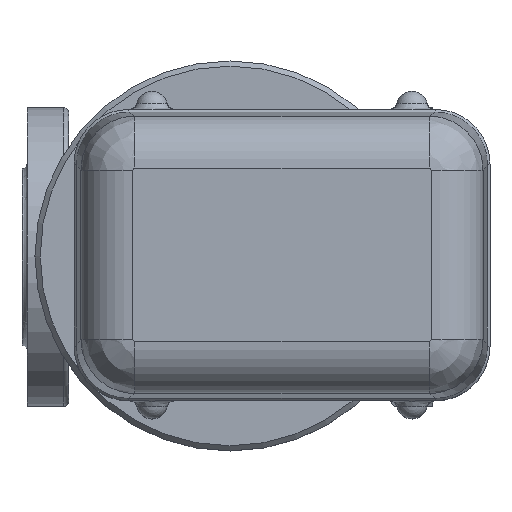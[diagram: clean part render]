
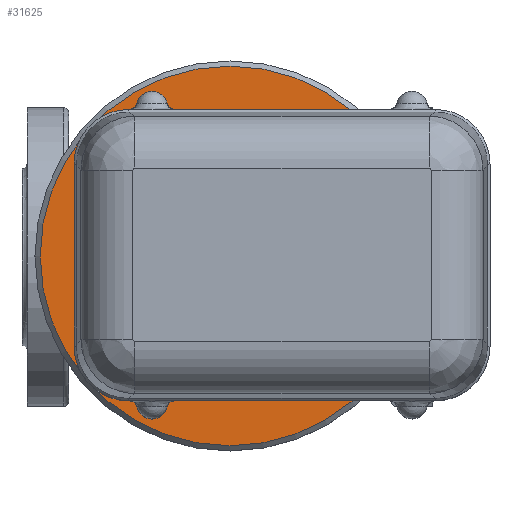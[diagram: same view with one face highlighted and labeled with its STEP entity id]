
A CAD part, top view. The second image highlights one B-rep face of the part: STEP entity #31625.
In plain terms, the highlighted planar face has unit normal (0, 0, 1).
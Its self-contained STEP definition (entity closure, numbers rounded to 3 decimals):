
#31591=CARTESIAN_POINT('',(73.0,0.,284.3));
#31592=VERTEX_POINT('',#31591);
#31593=CARTESIAN_POINT('',(0.0,0.0,284.3));
#31594=DIRECTION('',(0.0,0.0,-1.0));
#31595=DIRECTION('',(-1.0,0.0,0.0));
#31596=AXIS2_PLACEMENT_3D('',#31593,#31594,#31595);
#31597=CIRCLE('',#31596,73.0);
#31598=EDGE_CURVE('',#31592,#31592,#31597,.T.);
#31606=CARTESIAN_POINT('',(0.0,0.0,284.3));
#31607=DIRECTION('',(0.0,0.0,-1.0));
#31608=DIRECTION('',(-1.0,0.0,0.0));
#31609=AXIS2_PLACEMENT_3D('',#31606,#31607,#31608);
#31610=PLANE('',#31609);
#31611=ORIENTED_EDGE('',*,*,#31598,.F.);
#31612=EDGE_LOOP('',(#31611));
#31613=FACE_OUTER_BOUND('',#31612,.T.);
#31614=CARTESIAN_POINT('',(47.5,0.,284.3));
#31615=VERTEX_POINT('',#31614);
#31616=CARTESIAN_POINT('',(0.0,0.0,284.3));
#31617=DIRECTION('',(0.0,0.0,-1.0));
#31618=DIRECTION('',(-1.0,0.0,0.0));
#31619=AXIS2_PLACEMENT_3D('',#31616,#31617,#31618);
#31620=CIRCLE('',#31619,47.5);
#31621=EDGE_CURVE('',#31615,#31615,#31620,.T.);
#31622=ORIENTED_EDGE('',*,*,#31621,.T.);
#31623=EDGE_LOOP('',(#31622));
#31624=FACE_BOUND('',#31623,.T.);
#31625=ADVANCED_FACE('',(#31613,#31624),#31610,.F.);
